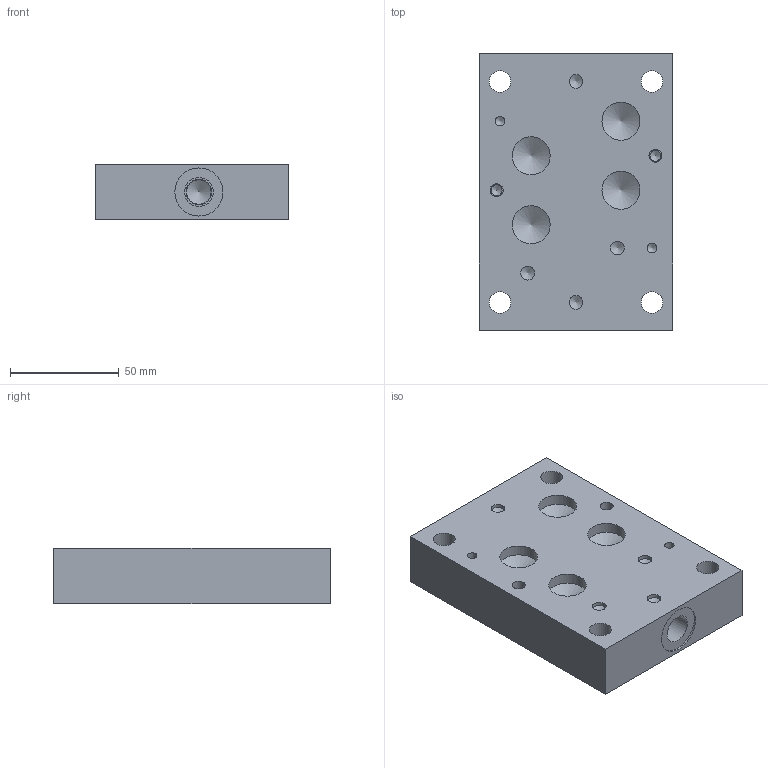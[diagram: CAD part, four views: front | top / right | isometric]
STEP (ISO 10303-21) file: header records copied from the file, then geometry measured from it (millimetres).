
FILE_DESCRIPTION(/* description */ (''),/* implementation_level */ '2;1');
FILE_NAME(/* name */ '_D07TPAB4B.stp',/* time_stamp */ '2021-06-11T14:00:18-04:00',/* author */ ('anthonyv'),/* organization */ (''),/* preprocessor_version */ 'ST-DEVELOPER v18.1',/* originating_system */ 'Autodesk Inventor 2021',/* authorisation */ '');
FILE_SCHEMA (('AUTOMOTIVE_DESIGN { 1 0 10303 214 3 1 1 }'));
Length unit declared in the file: millimetre
Products named in the file (1): Part_AD07TPAB4B_3D
Bounding box: 88.9 x 127 x 25.4 mm (x, y, z)
Volume: 254665 mm3; surface area: 42172.6 mm2
Topology: 1 solids, 1 shells, 400 faces, 1107 edges, 754 vertices
Faces by surface type: plane 266, bspline 64, cylinder 44, cone 26
Full cylindrical faces by diameter (mm): 3.175 x2, 4.369 x2, 5.004 x2, 5.994 x2, 6.35 x8, 10.008 x4, 11.125 x6, 11.684 x2, 13.259 x2, 17.475 x8, 22.123 x2, 25.4 x4
Entity records: 13341 total; most frequent: CARTESIAN_POINT 3070, ORIENTED_EDGE 2166, DIRECTION 1793, EDGE_CURVE 1083, LINE 791, VECTOR 791, VERTEX_POINT 754, AXIS2_PLACEMENT_3D 501
